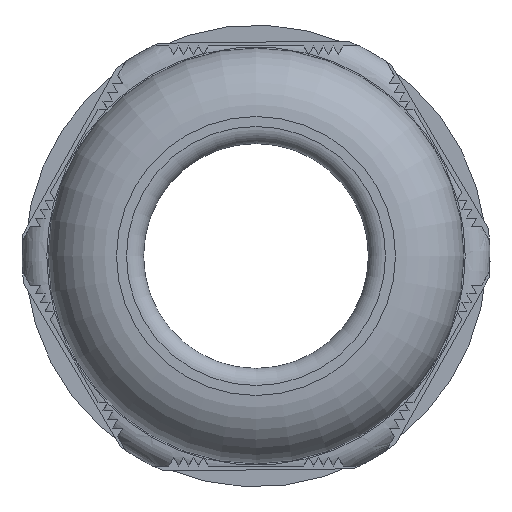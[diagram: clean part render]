
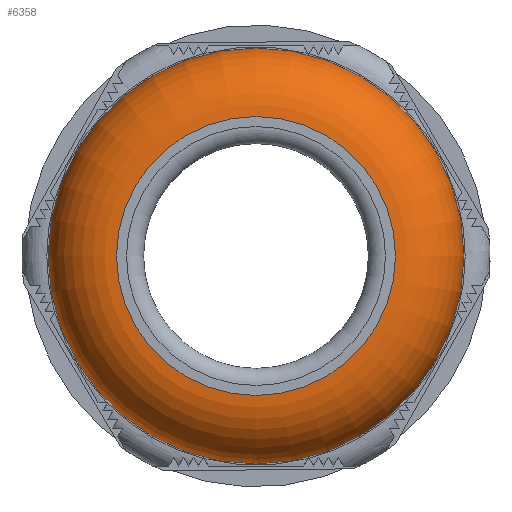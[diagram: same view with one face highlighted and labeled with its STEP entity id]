
A CAD part, left-side view. The second image highlights one B-rep face of the part: STEP entity #6358.
In plain terms, the highlighted toroidal (fillet/blend) face has major radius 8.15 mm and minor radius 4 mm.
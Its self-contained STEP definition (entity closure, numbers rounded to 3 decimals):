
#1575=FACE_BOUND('',#2292,.T.);
#1921=FACE_OUTER_BOUND('',#2291,.T.);
#2291=EDGE_LOOP('',(#5962));
#2292=EDGE_LOOP('',(#5963));
#2525=CIRCLE('',#6892,8.15);
#2527=CIRCLE('',#6896,12.15);
#3153=VERTEX_POINT('',#15052);
#3155=VERTEX_POINT('',#15058);
#4093=EDGE_CURVE('',#3153,#3153,#2525,.T.);
#4095=EDGE_CURVE('',#3155,#3155,#2527,.T.);
#5962=ORIENTED_EDGE('',*,*,#4093,.T.);
#5963=ORIENTED_EDGE('',*,*,#4095,.T.);
#6020=TOROIDAL_SURFACE('',#6895,8.15,4.);
#6358=ADVANCED_FACE('',(#1921,#1575),#6020,.T.);
#6892=AXIS2_PLACEMENT_3D('',#15053,#8419,#8420);
#6895=AXIS2_PLACEMENT_3D('',#15057,#8425,#8426);
#6896=AXIS2_PLACEMENT_3D('',#15059,#8427,#8428);
#8419=DIRECTION('center_axis',(1.,0.,0.));
#8420=DIRECTION('ref_axis',(0.,-1.,0.));
#8425=DIRECTION('center_axis',(1.,0.,0.));
#8426=DIRECTION('ref_axis',(0.,0.,-1.));
#8427=DIRECTION('center_axis',(-1.,0.,0.));
#8428=DIRECTION('ref_axis',(0.,-1.,0.));
#15052=CARTESIAN_POINT('',(-18.02,8.15,0.));
#15053=CARTESIAN_POINT('Origin',(-18.02,0.,0.));
#15057=CARTESIAN_POINT('Origin',(-14.02,0.,0.));
#15058=CARTESIAN_POINT('',(-14.02,12.15,0.));
#15059=CARTESIAN_POINT('Origin',(-14.02,0.,0.));
